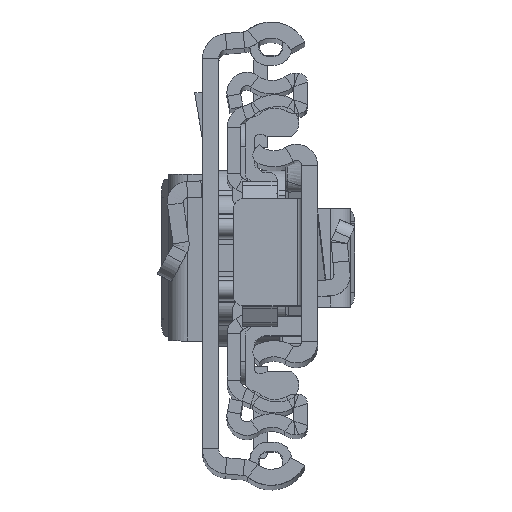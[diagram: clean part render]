
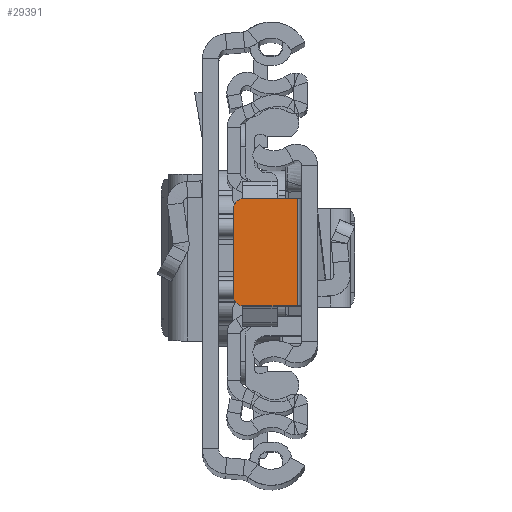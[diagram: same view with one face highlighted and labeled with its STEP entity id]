
A CAD part, top view. The second image highlights one B-rep face of the part: STEP entity #29391.
In plain terms, the highlighted planar face has unit normal (0, 0, 1).
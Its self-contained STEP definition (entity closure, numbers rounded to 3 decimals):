
#813 = ORIENTED_EDGE ( 'NONE', *, *, #4462, .F. ) ;
#843 = DIRECTION ( 'NONE',  ( 0., -1., 0. ) ) ;
#1189 = DIRECTION ( 'NONE',  ( -1., 0., 0. ) ) ;
#2217 = EDGE_CURVE ( 'NONE', #7001, #20194, #25541, .T. ) ;
#3586 = EDGE_CURVE ( 'NONE', #20194, #10498, #21554, .T. ) ;
#3764 = EDGE_CURVE ( 'NONE', #7001, #29261, #16891, .T. ) ;
#4031 = CARTESIAN_POINT ( 'NONE',  ( -8.4, 5.151, -6.8 ) ) ;
#4462 = EDGE_CURVE ( 'NONE', #10498, #9572, #10260, .T. ) ;
#4756 = VECTOR ( 'NONE', #14109, 1000. ) ;
#4762 = EDGE_CURVE ( 'NONE', #22468, #9572, #10653, .T. ) ;
#4854 = CARTESIAN_POINT ( 'NONE',  ( -1.8, 6.151, -6.8 ) ) ;
#5024 = DIRECTION ( 'NONE',  ( 1., 0., 0. ) ) ;
#5566 = CARTESIAN_POINT ( 'NONE',  ( -2.3, 6.151, -6.8 ) ) ;
#6445 = DIRECTION ( 'NONE',  ( 1., 0., 0. ) ) ;
#7001 = VERTEX_POINT ( 'NONE', #9831 ) ;
#7534 = CARTESIAN_POINT ( 'NONE',  ( -8.4, -5.849, -6.8 ) ) ;
#7749 = CARTESIAN_POINT ( 'NONE',  ( -9.4, 6.151, -6.8 ) ) ;
#7826 = CARTESIAN_POINT ( 'NONE',  ( -8.4, -4.849, -6.8 ) ) ;
#8181 = VECTOR ( 'NONE', #843, 1000. ) ;
#9572 = VERTEX_POINT ( 'NONE', #7534 ) ;
#9831 = CARTESIAN_POINT ( 'NONE',  ( -8.4, 6.151, -6.8 ) ) ;
#10241 = CARTESIAN_POINT ( 'NONE',  ( -9.4, 5.151, -6.8 ) ) ;
#10260 = LINE ( 'NONE', #13144, #13554 ) ;
#10498 = VERTEX_POINT ( 'NONE', #27680 ) ;
#10522 = PLANE ( 'NONE',  #22815 ) ;
#10653 = CIRCLE ( 'NONE', #14069, 1. ) ;
#11000 = ORIENTED_EDGE ( 'NONE', *, *, #3586, .F. ) ;
#12457 = EDGE_CURVE ( 'NONE', #22468, #29261, #16798, .T. ) ;
#12755 = ORIENTED_EDGE ( 'NONE', *, *, #4762, .T. ) ;
#13144 = CARTESIAN_POINT ( 'NONE',  ( -9.4, -5.849, -6.8 ) ) ;
#13554 = VECTOR ( 'NONE', #1189, 1000. ) ;
#14069 = AXIS2_PLACEMENT_3D ( 'NONE', #7826, #17037, #21110 ) ;
#14109 = DIRECTION ( 'NONE',  ( 0., 1., 0. ) ) ;
#14803 = CARTESIAN_POINT ( 'NONE',  ( -9.4, -4.849, -6.8 ) ) ;
#15526 = DIRECTION ( 'NONE',  ( 0., 0., 1. ) ) ;
#16146 = ORIENTED_EDGE ( 'NONE', *, *, #12457, .F. ) ;
#16798 = LINE ( 'NONE', #7749, #4756 ) ;
#16891 = CIRCLE ( 'NONE', #24124, 1. ) ;
#17037 = DIRECTION ( 'NONE',  ( 0., 0., 1. ) ) ;
#17761 = FACE_OUTER_BOUND ( 'NONE', #21396, .T. ) ;
#18363 = DIRECTION ( 'NONE',  ( 0., 0., 1. ) ) ;
#19728 = DIRECTION ( 'NONE',  ( 1., 0., 0. ) ) ;
#19811 = ORIENTED_EDGE ( 'NONE', *, *, #2217, .F. ) ;
#20194 = VERTEX_POINT ( 'NONE', #26684 ) ;
#21110 = DIRECTION ( 'NONE',  ( 1., 0., 0. ) ) ;
#21396 = EDGE_LOOP ( 'NONE', ( #16146, #12755, #813, #11000, #19811, #29725 ) ) ;
#21554 = LINE ( 'NONE', #5566, #8181 ) ;
#21863 = VECTOR ( 'NONE', #5024, 1000. ) ;
#22468 = VERTEX_POINT ( 'NONE', #14803 ) ;
#22815 = AXIS2_PLACEMENT_3D ( 'NONE', #24144, #15526, #19728 ) ;
#24124 = AXIS2_PLACEMENT_3D ( 'NONE', #4031, #18363, #6445 ) ;
#24144 = CARTESIAN_POINT ( 'NONE',  ( 0., 0., -6.8 ) ) ;
#25541 = LINE ( 'NONE', #4854, #21863 ) ;
#26684 = CARTESIAN_POINT ( 'NONE',  ( -2.3, 6.151, -6.8 ) ) ;
#27680 = CARTESIAN_POINT ( 'NONE',  ( -2.3, -5.849, -6.8 ) ) ;
#29261 = VERTEX_POINT ( 'NONE', #10241 ) ;
#29391 = ADVANCED_FACE ( 'NONE', ( #17761 ), #10522, .T. ) ;
#29725 = ORIENTED_EDGE ( 'NONE', *, *, #3764, .T. ) ;
